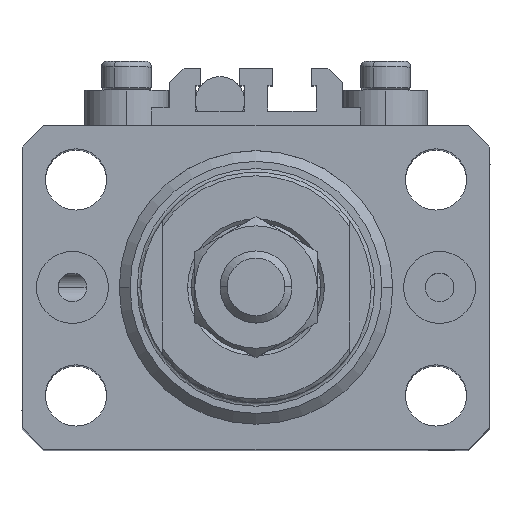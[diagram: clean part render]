
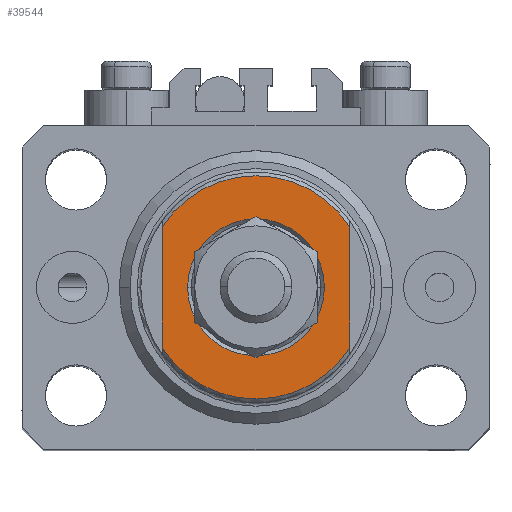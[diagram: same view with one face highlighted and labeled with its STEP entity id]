
A CAD part, top view. The second image highlights one B-rep face of the part: STEP entity #39544.
In plain terms, the highlighted face is planar.
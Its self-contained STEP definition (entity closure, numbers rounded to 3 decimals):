
#1305 = DIRECTION ( 'NONE',  ( 0., 0., 1. ) ) ;
#2165 = FACE_OUTER_BOUND ( 'NONE', #11987, .T. ) ;
#2210 = ORIENTED_EDGE ( 'NONE', *, *, #46578, .T. ) ;
#4222 = CARTESIAN_POINT ( 'NONE',  ( 0., 0., -6.5 ) ) ;
#4288 = VERTEX_POINT ( 'NONE', #14408 ) ;
#4339 = VERTEX_POINT ( 'NONE', #22924 ) ;
#4899 = AXIS2_PLACEMENT_3D ( 'NONE', #45275, #14931, #33718 ) ;
#6326 = DIRECTION ( 'NONE',  ( -1., 0., 0. ) ) ;
#7231 = DIRECTION ( 'NONE',  ( 0., -1., 0. ) ) ;
#9442 = PLANE ( 'NONE',  #32760 ) ;
#10108 = LINE ( 'NONE', #20884, #18295 ) ;
#10115 = CARTESIAN_POINT ( 'NONE',  ( 13., -8.441, -6.5 ) ) ;
#10305 = AXIS2_PLACEMENT_3D ( 'NONE', #32387, #13838, #6326 ) ;
#10374 = VERTEX_POINT ( 'NONE', #22879 ) ;
#11970 = CARTESIAN_POINT ( 'NONE',  ( 9.5, 0., -6.5 ) ) ;
#11987 = EDGE_LOOP ( 'NONE', ( #44850, #32800, #27230, #24069 ) ) ;
#13838 = DIRECTION ( 'NONE',  ( 0., 0., -1. ) ) ;
#14408 = CARTESIAN_POINT ( 'NONE',  ( 13., 8.441, -6.5 ) ) ;
#14744 = CARTESIAN_POINT ( 'NONE',  ( -13., -43.081, -6.5 ) ) ;
#14931 = DIRECTION ( 'NONE',  ( 0., 0., 1. ) ) ;
#15284 = CIRCLE ( 'NONE', #4899, 9.5 ) ;
#15741 = DIRECTION ( 'NONE',  ( -1., 0., 0. ) ) ;
#18295 = VECTOR ( 'NONE', #28914, 1000. ) ;
#19803 = EDGE_CURVE ( 'NONE', #22491, #27517, #44881, .T. ) ;
#20884 = CARTESIAN_POINT ( 'NONE',  ( 13., -43.081, -6.5 ) ) ;
#21798 = EDGE_CURVE ( 'NONE', #4288, #22491, #10108, .T. ) ;
#22491 = VERTEX_POINT ( 'NONE', #10115 ) ;
#22879 = CARTESIAN_POINT ( 'NONE',  ( -13., 8.441, -6.5 ) ) ;
#22924 = CARTESIAN_POINT ( 'NONE',  ( -9.5, 0., -6.5 ) ) ;
#24069 = ORIENTED_EDGE ( 'NONE', *, *, #48538, .F. ) ;
#24093 = AXIS2_PLACEMENT_3D ( 'NONE', #4222, #35780, #15741 ) ;
#25567 = CIRCLE ( 'NONE', #36773, 9.5 ) ;
#26748 = EDGE_LOOP ( 'NONE', ( #2210, #27779 ) ) ;
#27230 = ORIENTED_EDGE ( 'NONE', *, *, #19803, .T. ) ;
#27517 = VERTEX_POINT ( 'NONE', #38284 ) ;
#27779 = ORIENTED_EDGE ( 'NONE', *, *, #43002, .T. ) ;
#28914 = DIRECTION ( 'NONE',  ( 0., -1., 0. ) ) ;
#28991 = DIRECTION ( 'NONE',  ( 0., 0., -1. ) ) ;
#32387 = CARTESIAN_POINT ( 'NONE',  ( 0., 0., -6.5 ) ) ;
#32760 = AXIS2_PLACEMENT_3D ( 'NONE', #40492, #28991, #44270 ) ;
#32800 = ORIENTED_EDGE ( 'NONE', *, *, #21798, .T. ) ;
#33718 = DIRECTION ( 'NONE',  ( -1., 0., 0. ) ) ;
#35780 = DIRECTION ( 'NONE',  ( 0., 0., -1. ) ) ;
#36773 = AXIS2_PLACEMENT_3D ( 'NONE', #39137, #1305, #42393 ) ;
#38284 = CARTESIAN_POINT ( 'NONE',  ( -13., -8.441, -6.5 ) ) ;
#38463 = EDGE_CURVE ( 'NONE', #10374, #4288, #40724, .T. ) ;
#39137 = CARTESIAN_POINT ( 'NONE',  ( 0., 0., -6.5 ) ) ;
#39544 = ADVANCED_FACE ( 'NONE', ( #43771, #2165 ), #9442, .T. ) ;
#40492 = CARTESIAN_POINT ( 'NONE',  ( 0., 0., -6.5 ) ) ;
#40724 = CIRCLE ( 'NONE', #10305, 15.5 ) ;
#42393 = DIRECTION ( 'NONE',  ( -1., 0., 0. ) ) ;
#43002 = EDGE_CURVE ( 'NONE', #43817, #4339, #25567, .T. ) ;
#43771 = FACE_BOUND ( 'NONE', #26748, .T. ) ;
#43817 = VERTEX_POINT ( 'NONE', #11970 ) ;
#44180 = VECTOR ( 'NONE', #7231, 1000. ) ;
#44270 = DIRECTION ( 'NONE',  ( -1., 0., 0. ) ) ;
#44836 = LINE ( 'NONE', #14744, #44180 ) ;
#44850 = ORIENTED_EDGE ( 'NONE', *, *, #38463, .T. ) ;
#44881 = CIRCLE ( 'NONE', #24093, 15.5 ) ;
#45275 = CARTESIAN_POINT ( 'NONE',  ( 0., 0., -6.5 ) ) ;
#46578 = EDGE_CURVE ( 'NONE', #4339, #43817, #15284, .T. ) ;
#48538 = EDGE_CURVE ( 'NONE', #10374, #27517, #44836, .T. ) ;
